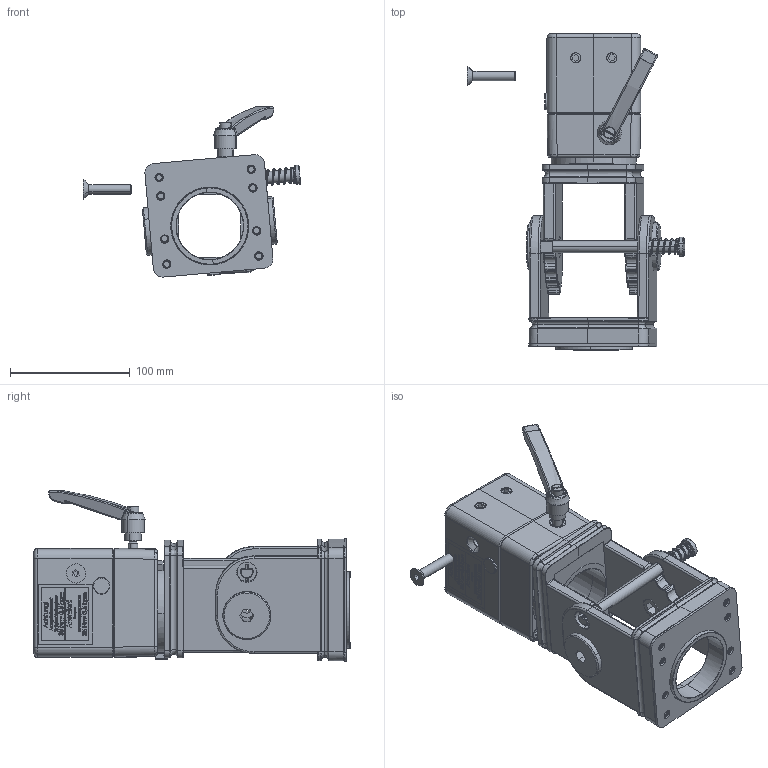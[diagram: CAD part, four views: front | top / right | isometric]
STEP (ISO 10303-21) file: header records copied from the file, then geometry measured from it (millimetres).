
FILE_DESCRIPTION (( 'STEP AP214' ), '1' );
FILE_NAME ('49616200.STEP', '2009-02-17T06:58:19', ( ' ' ), ( '' ), 'SwSTEP 2.0', 'SolidWorks 2008', '' );
FILE_SCHEMA (( 'AUTOMOTIVE_DESIGN' ));
Length unit declared in the file: millimetre
Products named in the file (35): 94690_Standard; 94640_Standard; 94671_Standard; 94564_Standard; 12614_Standard; 93242_Standard; 94637_Standard; GewindebuchseA-M8_DIN16903_Standard; 12611_Standard; 83048_Standard; 94553_Standard; 82078_Standard; 82311_Standard; 93290_Standard; 92261_Standard; 82085_Standard; 84217_Standard; 84049_Standard; 94166_Standard; 84215_Standard; 94108_Vorspannung; 83105_Standard; GewindebuchseC-M6_DIN16903_Standard; 12554_Standard; 93004_Standard; 93501_Standard; 83003_Standard; 12535_Standard; 49616200; 94693_Standard; 12610_Standard
Assembly tree (57 placements, depth 3):
  49616200
    94564_Standard  x2
    84215_Standard
    94671_Standard  x3
    94166_Standard  x2
    12535_Standard
    93242_Standard  x4
    83048_Standard  x4
    94637_Standard
    82085_Standard
    83003_Standard
    12611_Standard
      12611_Standard
      GewindebuchseA-M8_DIN16903_Standard
    82311_Standard
    94690_Standard
    93290_Standard
    82078_Standard
    94693_Standard
    84217_Standard
    93004_Standard  x2
    12554_Standard
      GewindebuchseC-M6_DIN16903_Standard  x8
      12554_Standard
    84049_Standard  x2
    94108_Vorspannung
    94553_Standard
    92261_Standard
    93501_Standard
    12614_Standard
      94640_Standard
      12614_Standard
    12610_Standard
      GewindebuchseC-M6_DIN16903_Standard  x4
      12610_Standard
    83105_Standard
Bounding box: 181 x 263.4 x 141.82 mm (x, y, z)
Volume: 862745.3 mm3; surface area: 309344 mm2
Topology: 54 solids, 54 shells, 3634 faces, 8980 edges, 5632 vertices
Faces by surface type: plane 1416, bspline 1047, cylinder 618, cone 278, torus 247, sphere 28
Entity records: 145499 total; most frequent: CARTESIAN_POINT 71146, ORIENTED_EDGE 15562, DIRECTION 11221, EDGE_CURVE 7781, VERTEX_POINT 4927, VECTOR 3875, LINE 3875, AXIS2_PLACEMENT_3D 3673
